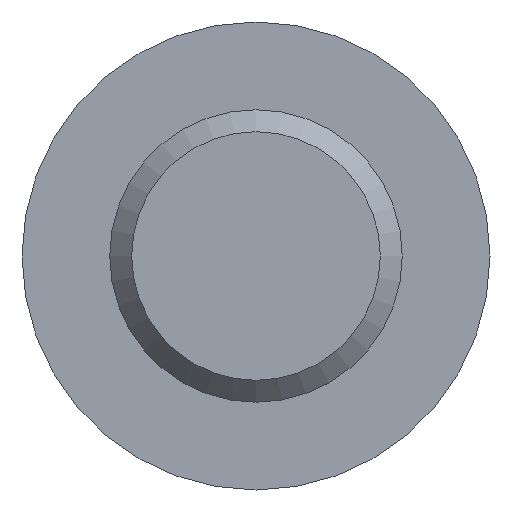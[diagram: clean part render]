
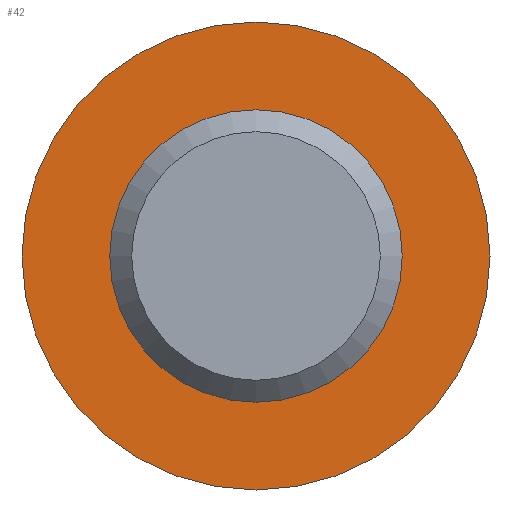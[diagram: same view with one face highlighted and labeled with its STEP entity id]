
A CAD part, front view. The second image highlights one B-rep face of the part: STEP entity #42.
In plain terms, the highlighted planar face has unit normal (0, -1, 0).
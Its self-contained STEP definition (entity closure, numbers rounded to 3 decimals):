
#22 = EDGE_CURVE ( 'NONE', #399, #399, #245, .T. ) ;
#24 = CARTESIAN_POINT ( 'NONE',  ( 0., 50., -5. ) ) ;
#37 = DIRECTION ( 'NONE',  ( 0., -1., 0. ) ) ;
#42 = ADVANCED_FACE ( 'NONE', ( #467, #499 ), #55, .F. ) ;
#51 = ORIENTED_EDGE ( 'NONE', *, *, #22, .T. ) ;
#55 = PLANE ( 'NONE',  #86 ) ;
#86 = AXIS2_PLACEMENT_3D ( 'NONE', #296, #89, #252 ) ;
#89 = DIRECTION ( 'NONE',  ( 0., 1., 0. ) ) ;
#147 = CIRCLE ( 'NONE', #417, 5. ) ;
#151 = DIRECTION ( 'NONE',  ( 0., -1., 0. ) ) ;
#156 = EDGE_CURVE ( 'NONE', #356, #356, #147, .T. ) ;
#161 = CARTESIAN_POINT ( 'NONE',  ( 0., 50., 0. ) ) ;
#189 = CARTESIAN_POINT ( 'NONE',  ( 0., 50., -8. ) ) ;
#196 = DIRECTION ( 'NONE',  ( 0., 0., -1. ) ) ;
#225 = ORIENTED_EDGE ( 'NONE', *, *, #156, .F. ) ;
#245 = CIRCLE ( 'NONE', #277, 8. ) ;
#252 = DIRECTION ( 'NONE',  ( 0., 0., 1. ) ) ;
#277 = AXIS2_PLACEMENT_3D ( 'NONE', #161, #37, #196 ) ;
#296 = CARTESIAN_POINT ( 'NONE',  ( -5., 50., 0. ) ) ;
#317 = DIRECTION ( 'NONE',  ( 0., 0., -1. ) ) ;
#356 = VERTEX_POINT ( 'NONE', #24 ) ;
#399 = VERTEX_POINT ( 'NONE', #189 ) ;
#417 = AXIS2_PLACEMENT_3D ( 'NONE', #449, #151, #317 ) ;
#449 = CARTESIAN_POINT ( 'NONE',  ( 0., 50., 0. ) ) ;
#467 = FACE_BOUND ( 'NONE', #518, .T. ) ;
#479 = EDGE_LOOP ( 'NONE', ( #51 ) ) ;
#499 = FACE_OUTER_BOUND ( 'NONE', #479, .T. ) ;
#518 = EDGE_LOOP ( 'NONE', ( #225 ) ) ;
